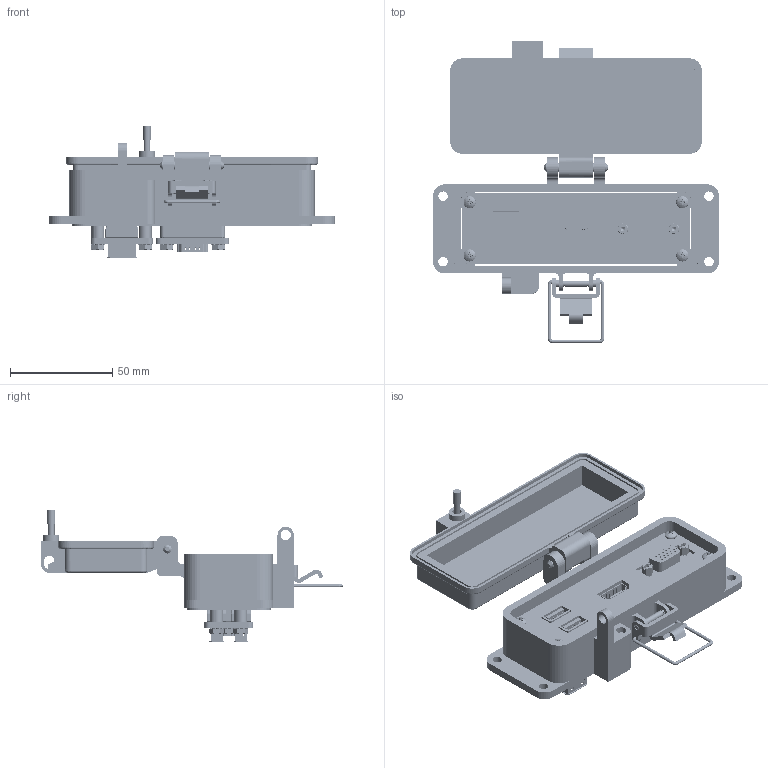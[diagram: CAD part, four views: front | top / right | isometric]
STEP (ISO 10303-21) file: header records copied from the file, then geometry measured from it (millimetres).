
FILE_DESCRIPTION (( 'STEP AP203' ), '1' );
FILE_NAME ('P-P22#P38Q24-H3RX_3D.STEP', '2021-05-27T17:38:44', ( '' ), ( '' ), 'SwSTEP 2.0', 'SolidWorks 2019', '' );
FILE_SCHEMA (( 'CONFIG_CONTROL_DESIGN' ));
Length unit declared in the file: millimetre
Products named in the file (21): 92005A124_METRIC PAN HEAD PHILLIPS MACHINE SCREW_92005A124; Z-002-4401_4HN_90675A005; P-P22#2P38Q24-H3RX_TP060_1; Z-001-SPR_3_4; Z-BULK-DBHV15MF; P22; P-P22#P38Q24-H3RX_3D; Z-H-H3_B; Z-001-SPR3_16HX; P-P22#2P38Q24-H3RX_BP240_1; Z-000-4243316TFP; Z-300-HDMI-FF; P-P22#2P38Q24-H3RX_FP060_1; P-P22#2P38Q24-H3RX_TP120_2; P38; P-P22#2P38Q24-H3RX_TP120_3; Z-300-USB-A-FF; -H3; Q24; Z-000-44011_4FH_90273A117
Assembly tree (39 placements, depth 3):
  P-P22#P38Q24-H3RX_3D
    P-P22#2P38Q24-H3RX_BP240_1
    P-P22#2P38Q24-H3RX_TP060_1
    P22
      Z-300-USB-A-FF
    P22
      Z-300-USB-A-FF
    P-P22#2P38Q24-H3RX_TP120_3
    Z-000-44011_4FH_90273A117  x6
    Z-002-4401_4HN_90675A005  x6
    Z-001-SPR_3_4  x4
    Z-000-4243316TFP  x2
    P38
      Z-300-HDMI-FF
    P-P22#2P38Q24-H3RX_TP120_2
    Q24
      Z-BULK-DBHV15MF
      Z-001-SPR3_16HX  x2
    P-P22#2P38Q24-H3RX_FP060_1
    -H3
      Z-H-H3_B
    92005A124_METRIC PAN HEAD PHILLIPS MACHINE SCREW_92005A124  x4
Bounding box: 140 x 147.61 x 64.54 mm (x, y, z)
Volume: 126210.9 mm3; surface area: 104466.9 mm2
Topology: 45 solids, 45 shells, 5459 faces, 15325 edges, 10011 vertices
Faces by surface type: cylinder 2459, plane 2136, bspline 420, cone 380, sphere 40, torus 24
Entity records: 107655 total; most frequent: CARTESIAN_POINT 34406, ORIENTED_EDGE 15870, DIRECTION 13075, EDGE_CURVE 7935, VECTOR 5251, LINE 5251, VERTEX_POINT 5172, AXIS2_PLACEMENT_3D 3912
